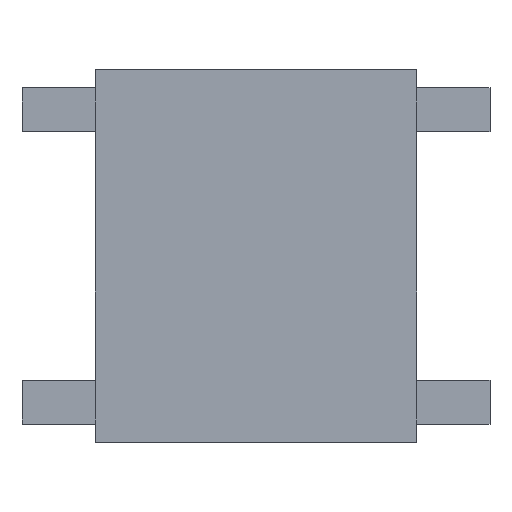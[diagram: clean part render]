
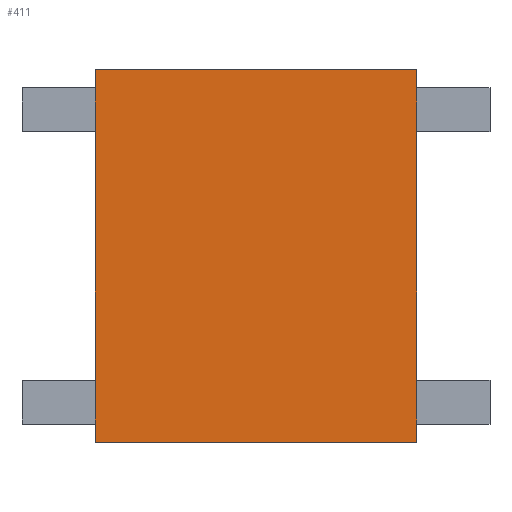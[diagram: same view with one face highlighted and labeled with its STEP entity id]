
A CAD part, top view. The second image highlights one B-rep face of the part: STEP entity #411.
In plain terms, the highlighted planar face has unit normal (0, 0, 1).
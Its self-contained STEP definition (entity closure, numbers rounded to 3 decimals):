
#89 = VERTEX_POINT('',#90);
#90 = CARTESIAN_POINT('',(2.2,-2.55,1.4));
#96 = EDGE_CURVE('',#89,#97,#99,.T.);
#97 = VERTEX_POINT('',#98);
#98 = CARTESIAN_POINT('',(2.2,-2.3,1.4));
#99 = LINE('',#100,#101);
#100 = CARTESIAN_POINT('',(2.2,-2.55,1.4));
#101 = VECTOR('',#102,1.);
#102 = DIRECTION('',(0.,1.,0.));
#121 = VERTEX_POINT('',#122);
#122 = CARTESIAN_POINT('',(2.2,-1.7,1.4));
#128 = EDGE_CURVE('',#121,#129,#131,.T.);
#129 = VERTEX_POINT('',#130);
#130 = CARTESIAN_POINT('',(2.2,1.7,1.4));
#131 = LINE('',#132,#133);
#132 = CARTESIAN_POINT('',(2.2,-2.55,1.4));
#133 = VECTOR('',#134,1.);
#134 = DIRECTION('',(0.,1.,0.));
#153 = VERTEX_POINT('',#154);
#154 = CARTESIAN_POINT('',(2.2,2.3,1.4));
#160 = EDGE_CURVE('',#153,#161,#163,.T.);
#161 = VERTEX_POINT('',#162);
#162 = CARTESIAN_POINT('',(2.2,2.55,1.4));
#163 = LINE('',#164,#165);
#164 = CARTESIAN_POINT('',(2.2,-2.55,1.4));
#165 = VECTOR('',#166,1.);
#166 = DIRECTION('',(0.,1.,0.));
#393 = VERTEX_POINT('',#394);
#394 = CARTESIAN_POINT('',(-2.2,2.55,1.4));
#400 = EDGE_CURVE('',#161,#393,#401,.T.);
#401 = LINE('',#402,#403);
#402 = CARTESIAN_POINT('',(2.2,2.55,1.4));
#403 = VECTOR('',#404,1.);
#404 = DIRECTION('',(-1.,0.,0.));
#411 = ADVANCED_FACE('',(#412),#476,.T.);
#412 = FACE_BOUND('',#413,.T.);
#413 = EDGE_LOOP('',(#414,#422,#430,#438,#446,#454,#460,#461,#467,#468,
    #474,#475));
#414 = ORIENTED_EDGE('',*,*,#415,.T.);
#415 = EDGE_CURVE('',#393,#416,#418,.T.);
#416 = VERTEX_POINT('',#417);
#417 = CARTESIAN_POINT('',(-2.2,2.3,1.4));
#418 = LINE('',#419,#420);
#419 = CARTESIAN_POINT('',(-2.2,-2.55,1.4));
#420 = VECTOR('',#421,1.);
#421 = DIRECTION('',(-0.,-1.,-0.));
#422 = ORIENTED_EDGE('',*,*,#423,.F.);
#423 = EDGE_CURVE('',#424,#416,#426,.T.);
#424 = VERTEX_POINT('',#425);
#425 = CARTESIAN_POINT('',(-2.2,1.7,1.4));
#426 = LINE('',#427,#428);
#427 = CARTESIAN_POINT('',(-2.2,2.3,1.4));
#428 = VECTOR('',#429,1.);
#429 = DIRECTION('',(0.,1.,0.));
#430 = ORIENTED_EDGE('',*,*,#431,.T.);
#431 = EDGE_CURVE('',#424,#432,#434,.T.);
#432 = VERTEX_POINT('',#433);
#433 = CARTESIAN_POINT('',(-2.2,-1.7,1.4));
#434 = LINE('',#435,#436);
#435 = CARTESIAN_POINT('',(-2.2,-2.55,1.4));
#436 = VECTOR('',#437,1.);
#437 = DIRECTION('',(-0.,-1.,-0.));
#438 = ORIENTED_EDGE('',*,*,#439,.F.);
#439 = EDGE_CURVE('',#440,#432,#442,.T.);
#440 = VERTEX_POINT('',#441);
#441 = CARTESIAN_POINT('',(-2.2,-2.3,1.4));
#442 = LINE('',#443,#444);
#443 = CARTESIAN_POINT('',(-2.2,-2.3,1.4));
#444 = VECTOR('',#445,1.);
#445 = DIRECTION('',(0.,1.,0.));
#446 = ORIENTED_EDGE('',*,*,#447,.T.);
#447 = EDGE_CURVE('',#440,#448,#450,.T.);
#448 = VERTEX_POINT('',#449);
#449 = CARTESIAN_POINT('',(-2.2,-2.55,1.4));
#450 = LINE('',#451,#452);
#451 = CARTESIAN_POINT('',(-2.2,-2.55,1.4));
#452 = VECTOR('',#453,1.);
#453 = DIRECTION('',(-0.,-1.,-0.));
#454 = ORIENTED_EDGE('',*,*,#455,.T.);
#455 = EDGE_CURVE('',#448,#89,#456,.T.);
#456 = LINE('',#457,#458);
#457 = CARTESIAN_POINT('',(2.2,-2.55,1.4));
#458 = VECTOR('',#459,1.);
#459 = DIRECTION('',(1.,0.,0.));
#460 = ORIENTED_EDGE('',*,*,#96,.T.);
#461 = ORIENTED_EDGE('',*,*,#462,.F.);
#462 = EDGE_CURVE('',#121,#97,#463,.T.);
#463 = LINE('',#464,#465);
#464 = CARTESIAN_POINT('',(2.2,-2.3,1.4));
#465 = VECTOR('',#466,1.);
#466 = DIRECTION('',(-0.,-1.,-0.));
#467 = ORIENTED_EDGE('',*,*,#128,.T.);
#468 = ORIENTED_EDGE('',*,*,#469,.F.);
#469 = EDGE_CURVE('',#153,#129,#470,.T.);
#470 = LINE('',#471,#472);
#471 = CARTESIAN_POINT('',(2.2,2.3,1.4));
#472 = VECTOR('',#473,1.);
#473 = DIRECTION('',(0.,-1.,0.));
#474 = ORIENTED_EDGE('',*,*,#160,.T.);
#475 = ORIENTED_EDGE('',*,*,#400,.T.);
#476 = PLANE('',#477);
#477 = AXIS2_PLACEMENT_3D('',#478,#479,#480);
#478 = CARTESIAN_POINT('',(0.,0.,1.4));
#479 = DIRECTION('',(0.,0.,1.));
#480 = DIRECTION('',(1.,0.,0.));
